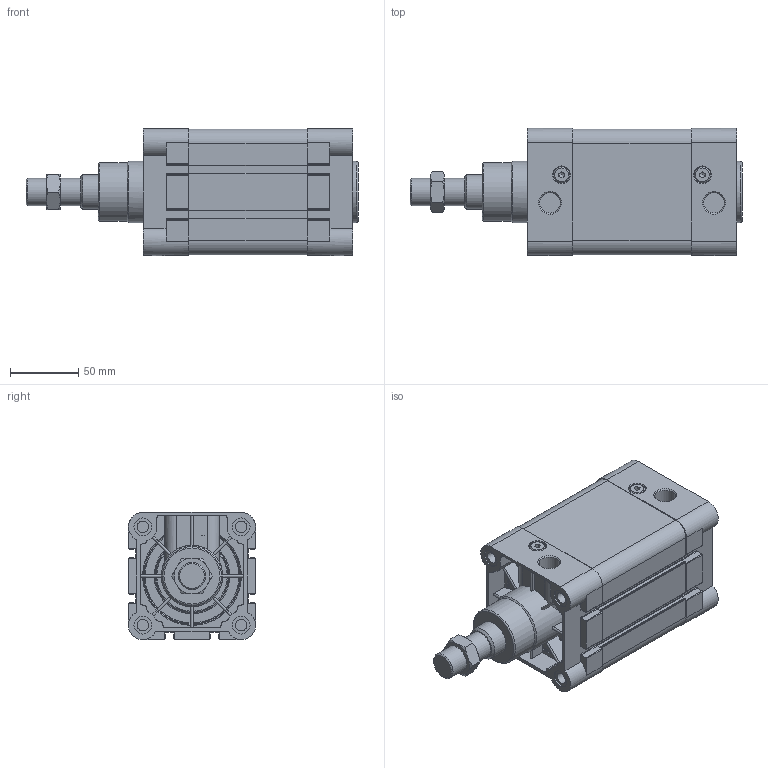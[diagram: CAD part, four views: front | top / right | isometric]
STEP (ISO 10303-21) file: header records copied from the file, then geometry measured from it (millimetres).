
FILE_DESCRIPTION( ( 'STEP AP203' ), '1' );
FILE_NAME( 'FVBC80X25-0()(0).stp', '2021-10-12T01:49:07', ( 'License CC BY-ND 4.0' ), ( 'CADENAS' ), ' ', 'PARTsolutions', ' ' );
FILE_SCHEMA( ( 'CONFIG_CONTROL_DESIGN' ) );
Length unit declared in the file: millimetre
Products named in the file (3): FVBC80X25-0()(0); _FVB80x25()_fvbc_body ; _80X25-0_rod
Assembly tree (2 placements, depth 2):
  FVBC80X25-0()(0)
    _FVB80x25()_fvbc_body 
    _80X25-0_rod
Bounding box: 243 x 93 x 93 mm (x, y, z)
Volume: 1053040.4 mm3; surface area: 179588.6 mm2
Topology: 2 solids, 8 shells, 667 faces, 1758 edges, 1140 vertices
Faces by surface type: plane 321, cylinder 235, torus 57, cone 54
Full cylindrical faces by diameter (mm): 4 x2, 6.4 x2, 8.376 x8, 8.4 x2, 10 x4, 10.8 x2, 12 x6, 13 x8, 14.95 x2, 20 x2, 25 x3, 30 x2, 43 x1, 45 x2, 80 x2
Entity records: 20953 total; most frequent: CARTESIAN_POINT 4600, DIRECTION 3425, ORIENTED_EDGE 3314, EDGE_CURVE 1657, AXIS2_PLACEMENT_3D 1294, VERTEX_POINT 1119, LINE 837, VECTOR 837
